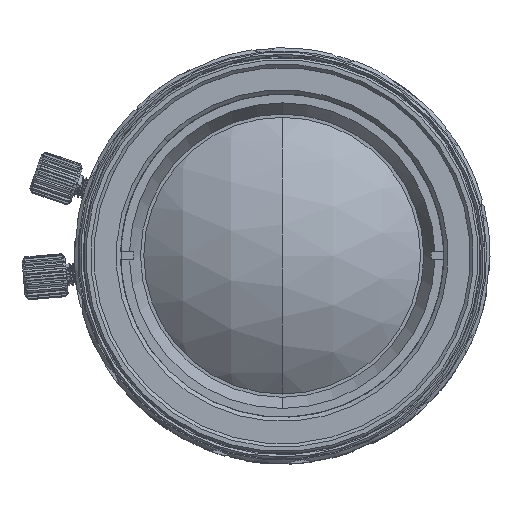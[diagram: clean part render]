
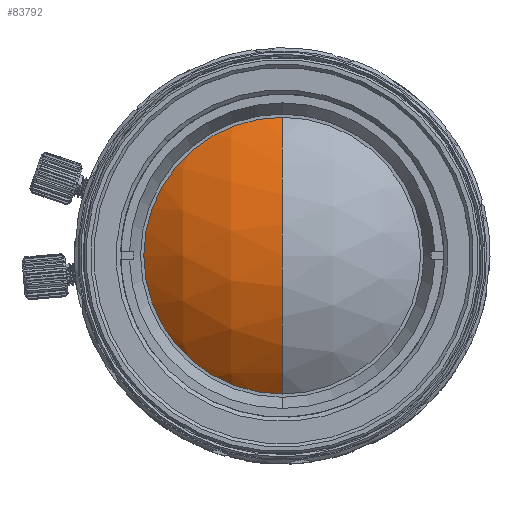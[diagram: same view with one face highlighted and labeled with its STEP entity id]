
A CAD part, top view. The second image highlights one B-rep face of the part: STEP entity #83792.
In plain terms, the highlighted spherical face has radius 19.638 mm.
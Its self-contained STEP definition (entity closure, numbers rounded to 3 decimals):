
#37300 = AXIS2_PLACEMENT_3D ( 'NONE', #176525, #214001, #55296 ) ;
#41590 = ORIENTED_EDGE ( 'NONE', *, *, #182280, .F. ) ;
#43922 = SPHERICAL_SURFACE ( 'NONE', #48364, 19.638 ) ;
#48364 = AXIS2_PLACEMENT_3D ( 'NONE', #198784, #162768, #198029 ) ;
#55296 = DIRECTION ( 'NONE',  ( 0., 0., -1. ) ) ;
#83792 = ADVANCED_FACE ( 'NONE', ( #101638 ), #43922, .T. ) ;
#87566 = CIRCLE ( 'NONE', #203918, 19.638 ) ;
#88638 = DIRECTION ( 'NONE',  ( -1., 0., 0. ) ) ;
#101638 = FACE_OUTER_BOUND ( 'NONE', #163532, .T. ) ;
#107581 = DIRECTION ( 'NONE',  ( 0., 0., -1. ) ) ;
#121853 = ORIENTED_EDGE ( 'NONE', *, *, #178124, .F. ) ;
#140655 = AXIS2_PLACEMENT_3D ( 'NONE', #195016, #107581, #194274 ) ;
#140665 = DIRECTION ( 'NONE',  ( 0., -1., 0. ) ) ;
#162768 = DIRECTION ( 'NONE',  ( -1., 0., 0. ) ) ;
#163532 = EDGE_LOOP ( 'NONE', ( #121853, #183374, #41590 ) ) ;
#172776 = CIRCLE ( 'NONE', #37300, 19.638 ) ;
#176525 = CARTESIAN_POINT ( 'NONE',  ( 0., 0., 25.766 ) ) ;
#178124 = EDGE_CURVE ( 'NONE', #206786, #200948, #172776, .T. ) ;
#180028 = CARTESIAN_POINT ( 'NONE',  ( 0., 13.14, 40.36 ) ) ;
#182280 = EDGE_CURVE ( 'NONE', #200948, #201982, #212887, .T. ) ;
#183374 = ORIENTED_EDGE ( 'NONE', *, *, #193960, .T. ) ;
#193960 = EDGE_CURVE ( 'NONE', #206786, #201982, #87566, .T. ) ;
#194274 = DIRECTION ( 'NONE',  ( 1., 0., 0. ) ) ;
#194418 = CARTESIAN_POINT ( 'NONE',  ( 0., 0., 25.766 ) ) ;
#195016 = CARTESIAN_POINT ( 'NONE',  ( 0., 0., 40.36 ) ) ;
#197118 = CARTESIAN_POINT ( 'NONE',  ( 0., 0., 45.404 ) ) ;
#198029 = DIRECTION ( 'NONE',  ( 0., -1., 0. ) ) ;
#198784 = CARTESIAN_POINT ( 'NONE',  ( 0., 0., 25.766 ) ) ;
#200948 = VERTEX_POINT ( 'NONE', #211280 ) ;
#201982 = VERTEX_POINT ( 'NONE', #180028 ) ;
#203918 = AXIS2_PLACEMENT_3D ( 'NONE', #194418, #88638, #140665 ) ;
#206786 = VERTEX_POINT ( 'NONE', #197118 ) ;
#211280 = CARTESIAN_POINT ( 'NONE',  ( 0., -13.14, 40.36 ) ) ;
#212887 = CIRCLE ( 'NONE', #140655, 13.14 ) ;
#214001 = DIRECTION ( 'NONE',  ( 1., 0., 0. ) ) ;
